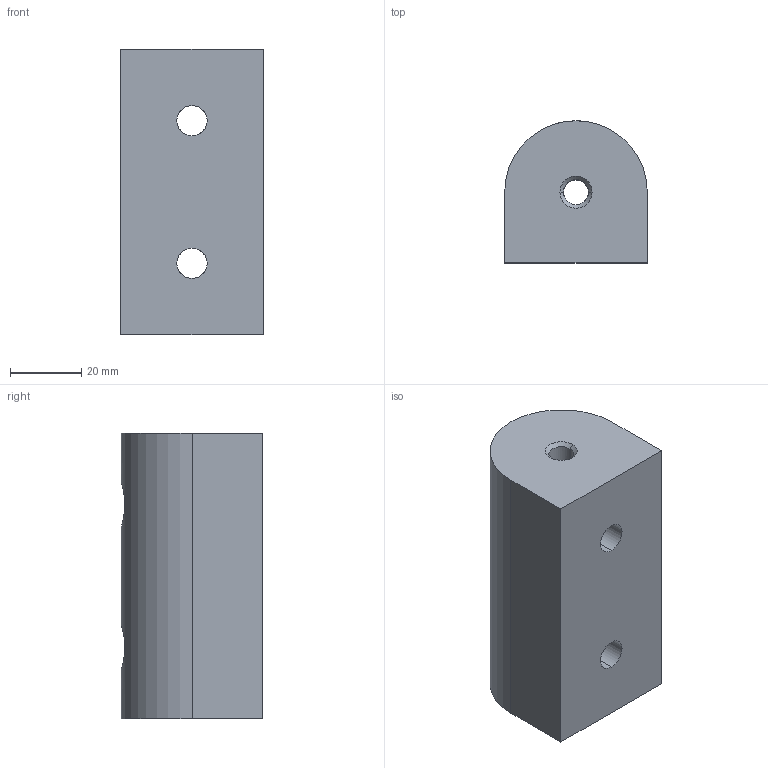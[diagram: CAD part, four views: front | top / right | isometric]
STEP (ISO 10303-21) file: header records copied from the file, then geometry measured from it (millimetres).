
FILE_DESCRIPTION (( 'STEP AP214' ), '1' );
FILE_NAME ('栖闉罻1.STEP', '2022-02-28T13:08:22', ( '砐錪賧瘔蠈錪 Windows' ), ( '' ), 'SwSTEP 2.0', 'SolidWorks 2021', '' );
FILE_SCHEMA (( 'AUTOMOTIVE_DESIGN' ));
Length unit declared in the file: millimetre
Products named in the file (2): Äâîéíîé ïîâîðîòíûé êðîíøòåéí, ïàç 10, A461; 栖闉罻1
Assembly tree (1 placements, depth 2):
  栖闉罻1
    Äâîéíîé ïîâîðîòíûé êðîíøòåéí, ïàç 10, A461
Bounding box: 40 x 39.8 x 80 mm (x, y, z)
Volume: 105507.9 mm3; surface area: 17494.7 mm2
Topology: 1 solids, 1 shells, 26 faces, 74 edges, 48 vertices
Faces by surface type: cylinder 15, plane 7, cone 4
Entity records: 1448 total; most frequent: CARTESIAN_POINT 640, ORIENTED_EDGE 148, DIRECTION 136, EDGE_CURVE 74, AXIS2_PLACEMENT_3D 52, VERTEX_POINT 48, EDGE_LOOP 34, LINE 32
